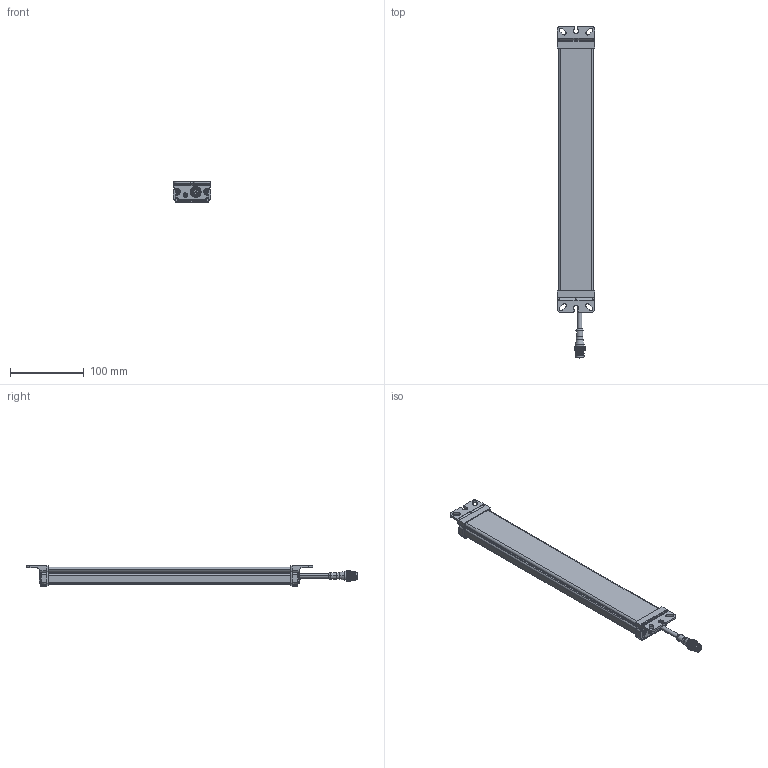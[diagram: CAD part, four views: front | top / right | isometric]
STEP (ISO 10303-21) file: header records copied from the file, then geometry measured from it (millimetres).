
FILE_DESCRIPTION((''),'2;1');
FILE_NAME('251504_SM01_ASM','2025-10-08T13:30:02',('banengservice'),('BANNER ENGINEERING'),'CREO PARAMETRIC BY PTC INC, 2022414','CREO PARAMETRIC BY PTC INC, 2022414','');
FILE_SCHEMA(('CONFIG_CONTROL_DESIGN'));
Products named in the file (2): 251504_EP01; 251504_SM01_ASM
Assembly tree (1 placements, depth 2):
  251504_SM01_ASM
    251504_EP01
Bounding box: 51.35 x 451.1 x 27.67 mm (x, y, z)
Volume: 389204.8 mm3; surface area: 66284.9 mm2
Topology: 1 solids, 2 shells, 2983 faces, 6931 edges, 3977 vertices
Faces by surface type: bspline 1528, cylinder 792, plane 471, cone 100, torus 52, sphere 38, revolution 2
Entity records: 131008 total; most frequent: CARTESIAN_POINT 76688, ORIENTED_EDGE 13838, EDGE_CURVE 6919, DIRECTION 6610, B_SPLINE_CURVE_WITH_KNOTS 4217, VERTEX_POINT 3977, EDGE_LOOP 3034, FACE_OUTER_BOUND 2983
